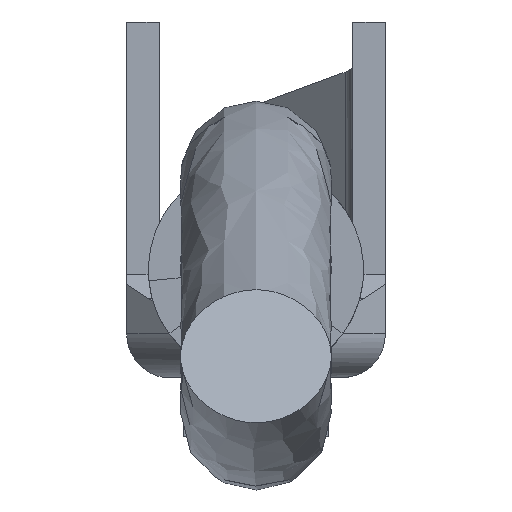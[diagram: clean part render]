
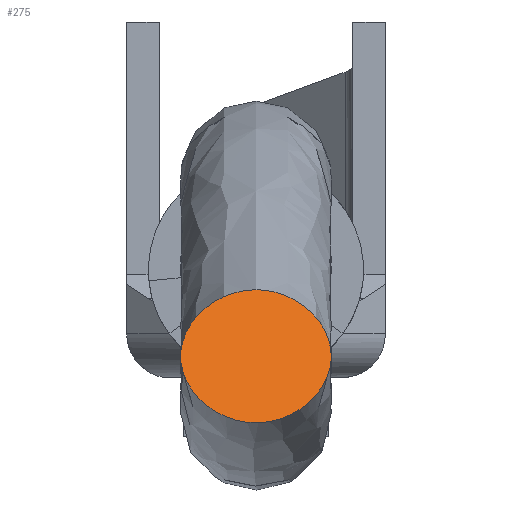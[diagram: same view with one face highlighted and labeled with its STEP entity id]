
A CAD part, front view. The second image highlights one B-rep face of the part: STEP entity #275.
In plain terms, the highlighted planar face has unit normal (0, -0.883, 0.469).
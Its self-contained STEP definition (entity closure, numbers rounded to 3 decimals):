
#189=B_SPLINE_CURVE_WITH_KNOTS('',3,(#2969,#2970,#2971,#2972,#2973,#2974,
#2975,#2976,#2977,#2978,#2979,#2980,#2981),.UNSPECIFIED.,.T.,.F.,(1,3,3,
3,3,3,1),(-0.25,0.,0.25,0.5,0.75,1.,1.25),.UNSPECIFIED.);
#275=ADVANCED_FACE('',(#454),#393,.T.);
#393=PLANE('',#2283);
#454=FACE_OUTER_BOUND('',#571,.T.);
#571=EDGE_LOOP('',(#718));
#718=ORIENTED_EDGE('',*,*,#1579,.T.);
#1370=VERTEX_POINT('',#2982);
#1579=EDGE_CURVE('',#1370,#1370,#189,.T.);
#2283=AXIS2_PLACEMENT_3D('',#2983,#2449,#2450);
#2449=DIRECTION('',(0.,-0.883,0.47));
#2450=DIRECTION('',(0.,-0.47,-0.883));
#2969=CARTESIAN_POINT('',(0.,-17.628,0.818));
#2970=CARTESIAN_POINT('',(-0.372,-17.629,0.818));
#2971=CARTESIAN_POINT('',(-0.7,-17.783,0.527));
#2972=CARTESIAN_POINT('',(-0.7,-17.957,0.2));
#2973=CARTESIAN_POINT('',(-0.7,-18.131,-0.127));
#2974=CARTESIAN_POINT('',(-0.37,-18.286,-0.418));
#2975=CARTESIAN_POINT('',(0.,-18.286,-0.418));
#2976=CARTESIAN_POINT('',(0.37,-18.286,-0.418));
#2977=CARTESIAN_POINT('',(0.7,-18.131,-0.127));
#2978=CARTESIAN_POINT('',(0.7,-17.957,0.2));
#2979=CARTESIAN_POINT('',(0.7,-17.783,0.527));
#2980=CARTESIAN_POINT('',(0.366,-17.628,0.819));
#2981=CARTESIAN_POINT('',(0.,-17.628,0.818));
#2982=CARTESIAN_POINT('',(0.,-17.628,0.818));
#2983=CARTESIAN_POINT('',(-1.242,-17.614,0.845));
